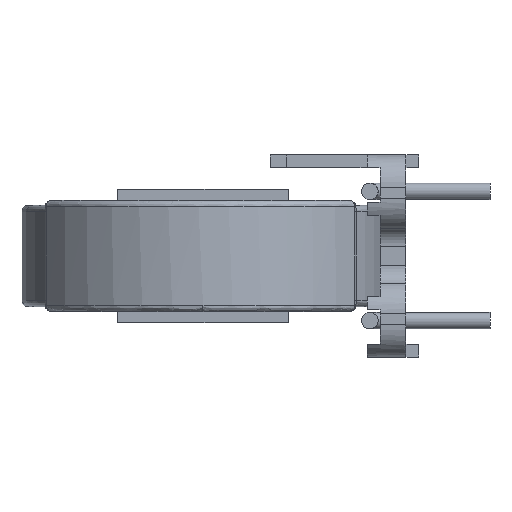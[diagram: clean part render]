
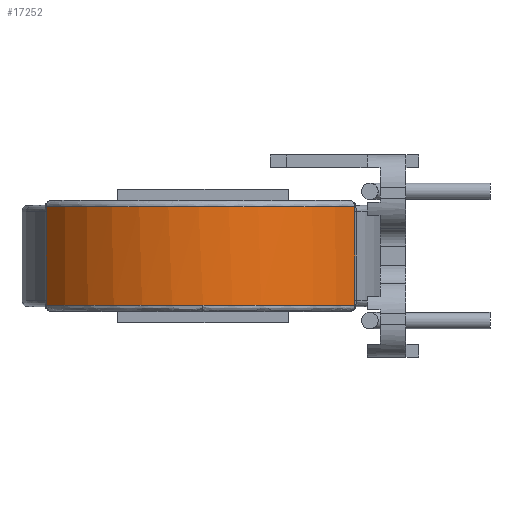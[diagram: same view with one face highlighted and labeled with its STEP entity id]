
A CAD part, left-side view. The second image highlights one B-rep face of the part: STEP entity #17252.
In plain terms, the highlighted cylindrical face has radius 14.64 mm (diameter 29.28 mm), a partial arc.
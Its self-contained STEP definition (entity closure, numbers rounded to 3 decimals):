
#9 = EDGE_LOOP ( 'NONE', ( #130, #20454, #24602, #31319, #18757, #23710, #13940, #32737, #7082, #20727, #29984, #20030, #2322 ) ) ;
#61 = CARTESIAN_POINT ( 'NONE',  ( -8.547, 4.007, -3.583 ) ) ;
#130 = ORIENTED_EDGE ( 'NONE', *, *, #32717, .F. ) ;
#525 = LINE ( 'NONE', #15683, #5531 ) ;
#1409 = CARTESIAN_POINT ( 'NONE',  ( -8.547, 4.007, 3.583 ) ) ;
#1448 = B_SPLINE_CURVE_WITH_KNOTS ( 'NONE', 3,
 ( #12016, #24725, #5147, #15466, #30804, #7821 ),
 .UNSPECIFIED., .F., .F.,
 ( 4, 2, 4 ),
 ( 0., 0.5, 1. ),
 .UNSPECIFIED. ) ;
#1553 = LINE ( 'NONE', #6555, #6224 ) ;
#2139 = CIRCLE ( 'NONE', #20686, 14.64 ) ;
#2322 = ORIENTED_EDGE ( 'NONE', *, *, #26361, .T. ) ;
#2379 = CARTESIAN_POINT ( 'NONE',  ( -8.556, 4.013, -3.799 ) ) ;
#2484 = CARTESIAN_POINT ( 'NONE',  ( -7.96, 28.251, 3.529 ) ) ;
#2509 = B_SPLINE_CURVE_WITH_KNOTS ( 'NONE', 3,
 ( #2379, #7880, #7717, #61, #25235, #15044 ),
 .UNSPECIFIED., .F., .F.,
 ( 4, 2, 4 ),
 ( 0., 0.5, 1. ),
 .UNSPECIFIED. ) ;
#2847 = DIRECTION ( 'NONE',  ( 0., 0., -1. ) ) ;
#2937 = EDGE_CURVE ( 'NONE', #30492, #14735, #18454, .T. ) ;
#3512 = VERTEX_POINT ( 'NONE', #5870 ) ;
#3763 = CARTESIAN_POINT ( 'NONE',  ( -8.556, 4.013, 3.745 ) ) ;
#4507 = EDGE_CURVE ( 'NONE', #17211, #13456, #525, .T. ) ;
#4908 = VECTOR ( 'NONE', #5811, 1000. ) ;
#4939 = CARTESIAN_POINT ( 'NONE',  ( -8.556, 4.013, 3.865 ) ) ;
#5020 = EDGE_CURVE ( 'NONE', #21544, #9393, #23766, .T. ) ;
#5147 = CARTESIAN_POINT ( 'NONE',  ( -7.963, 28.249, -3.583 ) ) ;
#5322 = CARTESIAN_POINT ( 'NONE',  ( -7.973, 28.243, -3.799 ) ) ;
#5378 = CYLINDRICAL_SURFACE ( 'NONE', #31634, 14.64 ) ;
#5531 = VECTOR ( 'NONE', #2847, 1000. ) ;
#5532 = CARTESIAN_POINT ( 'NONE',  ( -8.556, 4.013, -3.865 ) ) ;
#5661 = EDGE_CURVE ( 'NONE', #13004, #3512, #2139, .T. ) ;
#5776 = CARTESIAN_POINT ( 'NONE',  ( -8.544, 4.005, 3.475 ) ) ;
#5795 = B_SPLINE_CURVE_WITH_KNOTS ( 'NONE', 3,
 ( #20258, #17464, #15144, #25191, #2484, #27040 ),
 .UNSPECIFIED., .F., .F.,
 ( 4, 2, 4 ),
 ( 0., 0.5, 1. ),
 .UNSPECIFIED. ) ;
#5811 = DIRECTION ( 'NONE',  ( 0., 0., -1. ) ) ;
#5870 = CARTESIAN_POINT ( 'NONE',  ( -7.973, 28.243, 3.865 ) ) ;
#6020 = FACE_OUTER_BOUND ( 'NONE', #9, .T. ) ;
#6182 = DIRECTION ( 'NONE',  ( 0., 0., 1. ) ) ;
#6224 = VECTOR ( 'NONE', #21981, 1000. ) ;
#6265 = AXIS2_PLACEMENT_3D ( 'NONE', #21775, #13842, #23903 ) ;
#6555 = CARTESIAN_POINT ( 'NONE',  ( -8.556, 4.013, -4.365 ) ) ;
#6675 = CARTESIAN_POINT ( 'NONE',  ( -0.053, 15.93, -4.365 ) ) ;
#6765 = VERTEX_POINT ( 'NONE', #22339 ) ;
#6898 = EDGE_CURVE ( 'NONE', #13456, #21544, #1448, .T. ) ;
#6960 = CARTESIAN_POINT ( 'NONE',  ( -8.544, 4.005, 3.975 ) ) ;
#7082 = ORIENTED_EDGE ( 'NONE', *, *, #4507, .F. ) ;
#7599 = LINE ( 'NONE', #17860, #8736 ) ;
#7717 = CARTESIAN_POINT ( 'NONE',  ( -8.553, 4.011, -3.691 ) ) ;
#7821 = CARTESIAN_POINT ( 'NONE',  ( -7.973, 28.243, -3.799 ) ) ;
#7880 = CARTESIAN_POINT ( 'NONE',  ( -8.556, 4.013, -3.745 ) ) ;
#8736 = VECTOR ( 'NONE', #22678, 1000. ) ;
#9393 = VERTEX_POINT ( 'NONE', #28609 ) ;
#10078 = EDGE_CURVE ( 'NONE', #10119, #28493, #2509, .T. ) ;
#10119 = VERTEX_POINT ( 'NONE', #25571 ) ;
#10979 = CARTESIAN_POINT ( 'NONE',  ( -7.973, 28.243, -4.365 ) ) ;
#11948 = LINE ( 'NONE', #6960, #19618 ) ;
#12016 = CARTESIAN_POINT ( 'NONE',  ( -7.96, 28.251, -3.475 ) ) ;
#12034 = DIRECTION ( 'NONE',  ( 1., 0., 0. ) ) ;
#12574 = DIRECTION ( 'NONE',  ( 1., 0., 0. ) ) ;
#13004 = VERTEX_POINT ( 'NONE', #4939 ) ;
#13456 = VERTEX_POINT ( 'NONE', #25050 ) ;
#13842 = DIRECTION ( 'NONE',  ( 0., 0., 1. ) ) ;
#13940 = ORIENTED_EDGE ( 'NONE', *, *, #5020, .F. ) ;
#14078 = CARTESIAN_POINT ( 'NONE',  ( -8.556, 4.013, 3.799 ) ) ;
#14163 = DIRECTION ( 'NONE',  ( 1., 0., 0. ) ) ;
#14537 = VECTOR ( 'NONE', #16042, 1000. ) ;
#14735 = VERTEX_POINT ( 'NONE', #5532 ) ;
#15044 = CARTESIAN_POINT ( 'NONE',  ( -8.544, 4.005, -3.475 ) ) ;
#15144 = CARTESIAN_POINT ( 'NONE',  ( -7.969, 28.245, 3.691 ) ) ;
#15394 = DIRECTION ( 'NONE',  ( 0., 0., -1. ) ) ;
#15466 = CARTESIAN_POINT ( 'NONE',  ( -7.969, 28.245, -3.691 ) ) ;
#15683 = CARTESIAN_POINT ( 'NONE',  ( -7.96, 28.251, -4.365 ) ) ;
#15836 = CARTESIAN_POINT ( 'NONE',  ( -14.693, 15.93, -3.865 ) ) ;
#16042 = DIRECTION ( 'NONE',  ( 0., 0., -1. ) ) ;
#16772 = EDGE_CURVE ( 'NONE', #6765, #17211, #5795, .T. ) ;
#17187 = CARTESIAN_POINT ( 'NONE',  ( -0.053, 15.93, -3.865 ) ) ;
#17211 = VERTEX_POINT ( 'NONE', #25895 ) ;
#17252 = ADVANCED_FACE ( 'NONE', ( #6020 ), #5378, .F. ) ;
#17464 = CARTESIAN_POINT ( 'NONE',  ( -7.973, 28.243, 3.745 ) ) ;
#17478 = CARTESIAN_POINT ( 'NONE',  ( -8.556, 4.013, 3.799 ) ) ;
#17628 = VERTEX_POINT ( 'NONE', #5776 ) ;
#17860 = CARTESIAN_POINT ( 'NONE',  ( -8.556, 4.013, -4.365 ) ) ;
#18057 = EDGE_CURVE ( 'NONE', #9393, #30492, #27266, .T. ) ;
#18454 = CIRCLE ( 'NONE', #6265, 14.64 ) ;
#18618 = EDGE_CURVE ( 'NONE', #10119, #14735, #7599, .T. ) ;
#18654 = CARTESIAN_POINT ( 'NONE',  ( -7.973, 28.243, -4.365 ) ) ;
#18757 = ORIENTED_EDGE ( 'NONE', *, *, #2937, .F. ) ;
#19618 = VECTOR ( 'NONE', #22066, 1000. ) ;
#20030 = ORIENTED_EDGE ( 'NONE', *, *, #5661, .F. ) ;
#20258 = CARTESIAN_POINT ( 'NONE',  ( -7.973, 28.243, 3.799 ) ) ;
#20454 = ORIENTED_EDGE ( 'NONE', *, *, #32480, .T. ) ;
#20557 = CARTESIAN_POINT ( 'NONE',  ( -8.544, 4.005, -3.475 ) ) ;
#20686 = AXIS2_PLACEMENT_3D ( 'NONE', #30417, #15394, #12574 ) ;
#20727 = ORIENTED_EDGE ( 'NONE', *, *, #16772, .F. ) ;
#21544 = VERTEX_POINT ( 'NONE', #5322 ) ;
#21633 = EDGE_CURVE ( 'NONE', #3512, #6765, #26011, .T. ) ;
#21683 = CARTESIAN_POINT ( 'NONE',  ( -8.544, 4.005, 3.475 ) ) ;
#21775 = CARTESIAN_POINT ( 'NONE',  ( -0.053, 15.93, -3.865 ) ) ;
#21981 = DIRECTION ( 'NONE',  ( 0., 0., -1. ) ) ;
#22066 = DIRECTION ( 'NONE',  ( 0., 0., -1. ) ) ;
#22339 = CARTESIAN_POINT ( 'NONE',  ( -7.973, 28.243, 3.799 ) ) ;
#22678 = DIRECTION ( 'NONE',  ( 0., 0., -1. ) ) ;
#23093 = AXIS2_PLACEMENT_3D ( 'NONE', #17187, #29397, #12034 ) ;
#23710 = ORIENTED_EDGE ( 'NONE', *, *, #18057, .F. ) ;
#23766 = LINE ( 'NONE', #18654, #14537 ) ;
#23903 = DIRECTION ( 'NONE',  ( 1., 0., 0. ) ) ;
#24602 = ORIENTED_EDGE ( 'NONE', *, *, #10078, .F. ) ;
#24725 = CARTESIAN_POINT ( 'NONE',  ( -7.96, 28.251, -3.529 ) ) ;
#25050 = CARTESIAN_POINT ( 'NONE',  ( -7.96, 28.251, -3.475 ) ) ;
#25191 = CARTESIAN_POINT ( 'NONE',  ( -7.963, 28.249, 3.583 ) ) ;
#25235 = CARTESIAN_POINT ( 'NONE',  ( -8.544, 4.005, -3.529 ) ) ;
#25571 = CARTESIAN_POINT ( 'NONE',  ( -8.556, 4.013, -3.799 ) ) ;
#25895 = CARTESIAN_POINT ( 'NONE',  ( -7.96, 28.251, 3.475 ) ) ;
#25960 = VERTEX_POINT ( 'NONE', #17478 ) ;
#26011 = LINE ( 'NONE', #10979, #4908 ) ;
#26361 = EDGE_CURVE ( 'NONE', #13004, #25960, #1553, .T. ) ;
#26798 = CARTESIAN_POINT ( 'NONE',  ( -8.544, 4.005, 3.529 ) ) ;
#27040 = CARTESIAN_POINT ( 'NONE',  ( -7.96, 28.251, 3.475 ) ) ;
#27266 = CIRCLE ( 'NONE', #23093, 14.64 ) ;
#28190 = B_SPLINE_CURVE_WITH_KNOTS ( 'NONE', 3,
 ( #21683, #26798, #1409, #31577, #3763, #14078 ),
 .UNSPECIFIED., .F., .F.,
 ( 4, 2, 4 ),
 ( 0., 0.5, 1. ),
 .UNSPECIFIED. ) ;
#28493 = VERTEX_POINT ( 'NONE', #20557 ) ;
#28609 = CARTESIAN_POINT ( 'NONE',  ( -7.973, 28.243, -3.865 ) ) ;
#29397 = DIRECTION ( 'NONE',  ( 0., 0., 1. ) ) ;
#29984 = ORIENTED_EDGE ( 'NONE', *, *, #21633, .F. ) ;
#30417 = CARTESIAN_POINT ( 'NONE',  ( -0.053, 15.93, 3.865 ) ) ;
#30492 = VERTEX_POINT ( 'NONE', #15836 ) ;
#30804 = CARTESIAN_POINT ( 'NONE',  ( -7.973, 28.243, -3.745 ) ) ;
#31319 = ORIENTED_EDGE ( 'NONE', *, *, #18618, .T. ) ;
#31577 = CARTESIAN_POINT ( 'NONE',  ( -8.553, 4.011, 3.691 ) ) ;
#31634 = AXIS2_PLACEMENT_3D ( 'NONE', #6675, #6182, #14163 ) ;
#32480 = EDGE_CURVE ( 'NONE', #17628, #28493, #11948, .T. ) ;
#32717 = EDGE_CURVE ( 'NONE', #17628, #25960, #28190, .T. ) ;
#32737 = ORIENTED_EDGE ( 'NONE', *, *, #6898, .F. ) ;
